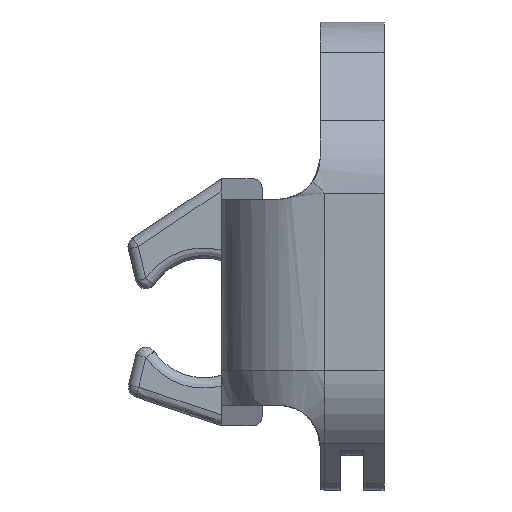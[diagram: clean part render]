
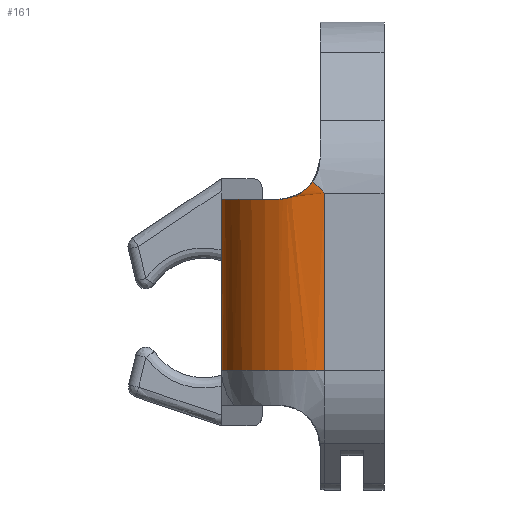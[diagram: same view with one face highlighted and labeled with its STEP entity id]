
A CAD part, left-side view. The second image highlights one B-rep face of the part: STEP entity #161.
In plain terms, the highlighted free-form (B-spline) face has degree [2, 1] with [5, 2] control points.
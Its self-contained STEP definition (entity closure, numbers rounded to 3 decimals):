
#161=ADVANCED_FACE('',(#331),#2706,.T.);
#331=FACE_OUTER_BOUND('',#502,.T.);
#502=EDGE_LOOP('',(#1326,#1327,#1328,#1329,#1330,#1331));
#1326=ORIENTED_EDGE('',*,*,#1869,.T.);
#1327=ORIENTED_EDGE('',*,*,#1867,.T.);
#1328=ORIENTED_EDGE('',*,*,#1828,.T.);
#1329=ORIENTED_EDGE('',*,*,#1781,.T.);
#1330=ORIENTED_EDGE('',*,*,#1870,.T.);
#1331=ORIENTED_EDGE('',*,*,#1800,.T.);
#1781=EDGE_CURVE('',#2585,#2571,#2272,.T.);
#1800=EDGE_CURVE('',#2594,#2595,#2289,.T.);
#1828=EDGE_CURVE('',#2607,#2585,#1998,.T.);
#1867=EDGE_CURVE('',#2621,#2607,#2337,.T.);
#1869=EDGE_CURVE('',#2595,#2621,#2338,.T.);
#1870=EDGE_CURVE('',#2571,#2594,#2013,.T.);
#1998=(
BOUNDED_CURVE()
B_SPLINE_CURVE(2,(#7071,#7072,#7073),.UNSPECIFIED.,.F.,.F.)
B_SPLINE_CURVE_WITH_KNOTS((3,3),(5.168,6.283),
 .UNSPECIFIED.)
CURVE()
GEOMETRIC_REPRESENTATION_ITEM()
RATIONAL_B_SPLINE_CURVE((1.,0.849,1.))
REPRESENTATION_ITEM('')
);
#2013=(
BOUNDED_CURVE()
B_SPLINE_CURVE(2,(#7322,#7323,#7324),.UNSPECIFIED.,.F.,.F.)
B_SPLINE_CURVE_WITH_KNOTS((3,3),(-6.283,-4.712),
 .UNSPECIFIED.)
CURVE()
GEOMETRIC_REPRESENTATION_ITEM()
RATIONAL_B_SPLINE_CURVE((1.,0.707,1.))
REPRESENTATION_ITEM('')
);
#2272=B_SPLINE_CURVE_WITH_KNOTS('',1,(#6940,#6941),.UNSPECIFIED.,.F.,.F.,
(2,2),(0.,8.299),.UNSPECIFIED.);
#2289=B_SPLINE_CURVE_WITH_KNOTS('',1,(#6996,#6997),.UNSPECIFIED.,.F.,.F.,
(2,2),(0.,8.598),.UNSPECIFIED.);
#2337=B_SPLINE_CURVE_WITH_KNOTS('',3,(#7305,#7306,#7307,#7308,#7309,#7310,
#7311,#7312),.UNSPECIFIED.,.F.,.F.,(4,2,2,4),(0.,0.001,0.001,
0.002),.UNSPECIFIED.);
#2338=B_SPLINE_CURVE_WITH_KNOTS('',5,(#7316,#7317,#7318,#7319,#7320,#7321),
 .UNSPECIFIED.,.F.,.F.,(6,6),(1.571,1.683),
 .UNSPECIFIED.);
#2571=VERTEX_POINT('',#5651);
#2585=VERTEX_POINT('',#5665);
#2594=VERTEX_POINT('',#5674);
#2595=VERTEX_POINT('',#5675);
#2607=VERTEX_POINT('',#5687);
#2621=VERTEX_POINT('',#5701);
#2706=(
BOUNDED_SURFACE()
B_SPLINE_SURFACE(2,1,((#5070,#5071),(#5072,#5073),(#5074,#5075),(#5076,
#5077),(#5078,#5079)),.UNSPECIFIED.,.F.,.F.,.F.)
B_SPLINE_SURFACE_WITH_KNOTS((3,2,3),(2,2),(-0.079,0.785,
1.649),(-1.315,8.757),.UNSPECIFIED.)
GEOMETRIC_REPRESENTATION_ITEM()
RATIONAL_B_SPLINE_SURFACE(((1.,1.),(0.908,0.908),
(1.,1.),(0.908,0.908),(1.,1.)))
REPRESENTATION_ITEM('')
SURFACE()
);
#5070=CARTESIAN_POINT('',(-29.335,-3.323,6.315));
#5071=CARTESIAN_POINT('',(-29.335,-3.323,-3.757));
#5072=CARTESIAN_POINT('',(-29.515,-1.026,6.315));
#5073=CARTESIAN_POINT('',(-29.515,-1.026,-3.757));
#5074=CARTESIAN_POINT('',(-27.886,0.604,6.315));
#5075=CARTESIAN_POINT('',(-27.886,0.604,-3.757));
#5076=CARTESIAN_POINT('',(-26.256,2.234,6.315));
#5077=CARTESIAN_POINT('',(-26.256,2.234,-3.757));
#5078=CARTESIAN_POINT('',(-23.958,2.053,6.315));
#5079=CARTESIAN_POINT('',(-23.958,2.053,-3.757));
#5651=CARTESIAN_POINT('',(-24.35,2.069,-3.299));
#5665=CARTESIAN_POINT('',(-24.35,2.069,5.));
#5674=CARTESIAN_POINT('',(-29.35,-2.931,-3.299));
#5675=CARTESIAN_POINT('',(-29.35,-2.931,5.299));
#5687=CARTESIAN_POINT('',(-28.84,-0.731,5.));
#5701=CARTESIAN_POINT('',(-29.319,-2.373,5.857));
#6940=CARTESIAN_POINT('',(-24.35,2.069,5.));
#6941=CARTESIAN_POINT('',(-24.35,2.069,-3.299));
#6996=CARTESIAN_POINT('',(-29.35,-2.931,-3.299));
#6997=CARTESIAN_POINT('',(-29.35,-2.931,5.299));
#7071=CARTESIAN_POINT('',(-28.84,-0.731,5.));
#7072=CARTESIAN_POINT('',(-27.468,2.069,5.));
#7073=CARTESIAN_POINT('',(-24.35,2.069,5.));
#7305=CARTESIAN_POINT('',(-29.319,-2.373,5.857));
#7306=CARTESIAN_POINT('',(-29.305,-2.249,5.68));
#7307=CARTESIAN_POINT('',(-29.283,-2.095,5.522));
#7308=CARTESIAN_POINT('',(-29.212,-1.753,5.267));
#7309=CARTESIAN_POINT('',(-29.163,-1.56,5.168));
#7310=CARTESIAN_POINT('',(-29.029,-1.155,5.033));
#7311=CARTESIAN_POINT('',(-28.941,-0.938,5.));
#7312=CARTESIAN_POINT('',(-28.84,-0.731,5.));
#7316=CARTESIAN_POINT('',(-29.35,-2.931,5.299));
#7317=CARTESIAN_POINT('',(-29.35,-2.819,5.411));
#7318=CARTESIAN_POINT('',(-29.347,-2.707,5.523));
#7319=CARTESIAN_POINT('',(-29.341,-2.595,5.635));
#7320=CARTESIAN_POINT('',(-29.331,-2.484,5.746));
#7321=CARTESIAN_POINT('',(-29.319,-2.373,5.857));
#7322=CARTESIAN_POINT('',(-24.35,2.069,-3.299));
#7323=CARTESIAN_POINT('',(-29.35,2.069,-3.299));
#7324=CARTESIAN_POINT('',(-29.35,-2.931,-3.299));
